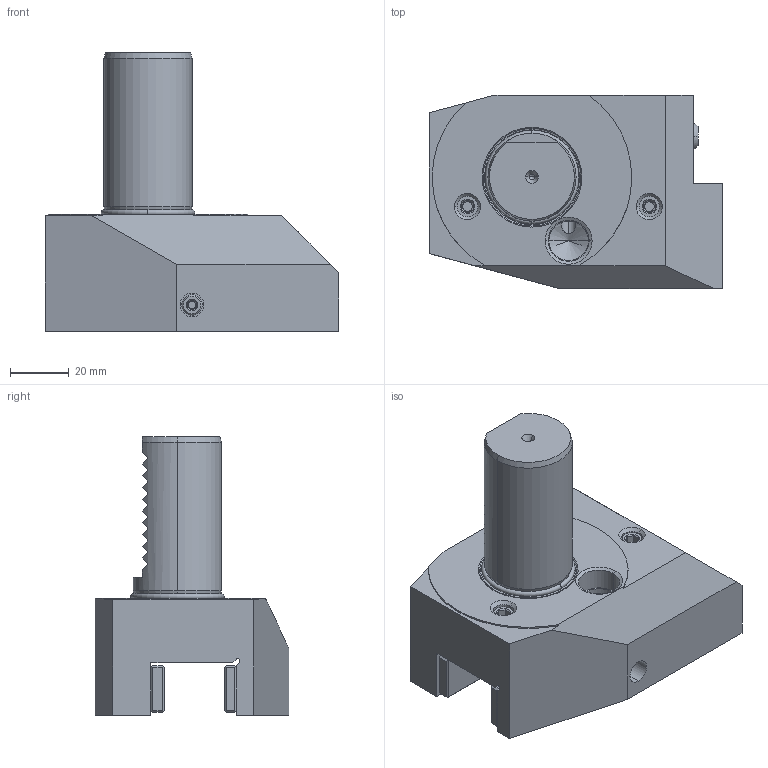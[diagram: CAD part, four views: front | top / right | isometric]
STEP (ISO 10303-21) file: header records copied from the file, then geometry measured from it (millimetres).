
FILE_DESCRIPTION((''),'2;1');
FILE_NAME('309_36_20','2020-11-09T',('101107'),(''),'CREO PARAMETRIC BY PTC INC, 2016260','CREO PARAMETRIC BY PTC INC, 2016260','');
FILE_SCHEMA(('CONFIG_CONTROL_DESIGN'));
Length unit declared in the file: millimetre
Products named in the file (1): 309_36_20
Bounding box: 100 x 66 x 95 mm (x, y, z)
Volume: 216826.7 mm3; surface area: 40104.9 mm2
Topology: 3 solids, 8 shells, 441 faces, 1031 edges, 633 vertices
Faces by surface type: plane 185, cone 138, cylinder 98, revolution 8, torus 6, bspline 4, sphere 2
Entity records: 14635 total; most frequent: CARTESIAN_POINT 4688, ORIENTED_EDGE 2046, DIRECTION 2036, EDGE_CURVE 1023, AXIS2_PLACEMENT_3D 776, VERTEX_POINT 633, EDGE_LOOP 488, VECTOR 476
